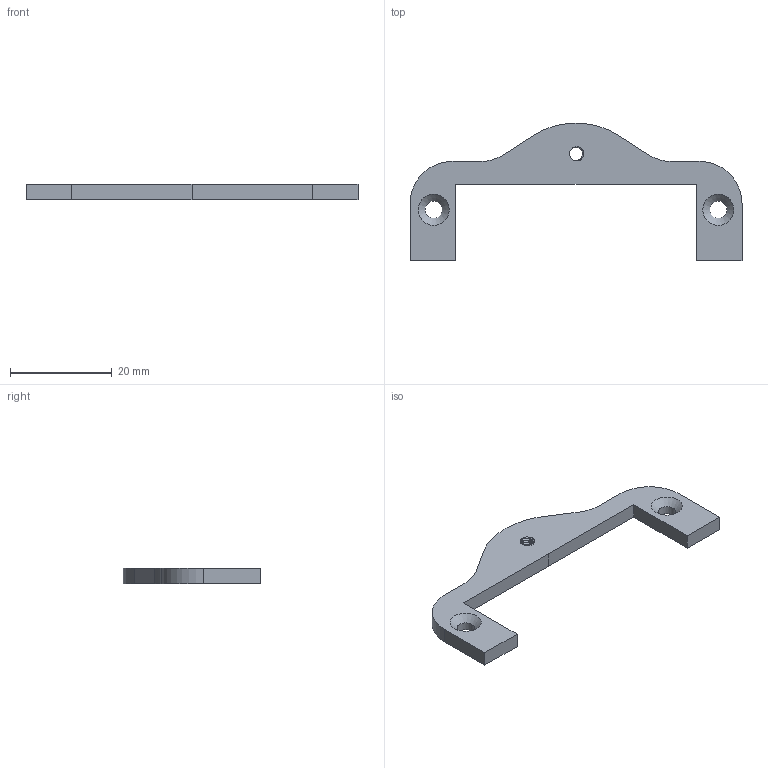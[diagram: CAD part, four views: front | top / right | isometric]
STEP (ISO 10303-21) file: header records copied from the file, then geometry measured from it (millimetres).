
FILE_DESCRIPTION(('FreeCAD Model'),'2;1');
FILE_NAME('Open CASCADE Shape Model','2023-06-04T16:50:30',(''),(''), 'Open CASCADE STEP processor 7.6','FreeCAD','Unknown');
FILE_SCHEMA(('AUTOMOTIVE_DESIGN { 1 0 10303 214 1 1 1 1 }'));
Length unit declared in the file: millimetre
Products named in the file (1): Hole052
Bounding box: 65.32 x 27 x 3 mm (x, y, z)
Volume: 1966.5 mm3; surface area: 2005.5 mm2
Topology: 1 solids, 1 shells, 51 faces, 125 edges, 76 vertices
Faces by surface type: bspline 18, plane 16, cylinder 14, cone 3
Full cylindrical faces by diameter (mm): 2.6 x4, 3.4 x2
Entity records: 6646 total; most frequent: CARTESIAN_POINT 4301, DIRECTION 355, ORIENTED_EDGE 250, PCURVE 250, DEFINITIONAL_REPRESENTATION 250, LINE 226, VECTOR 226, EDGE_CURVE 125
